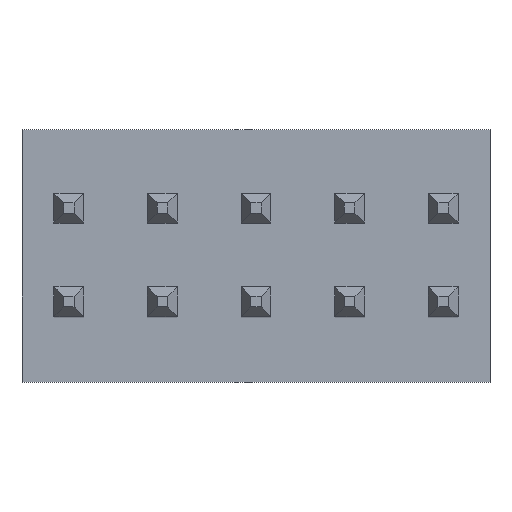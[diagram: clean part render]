
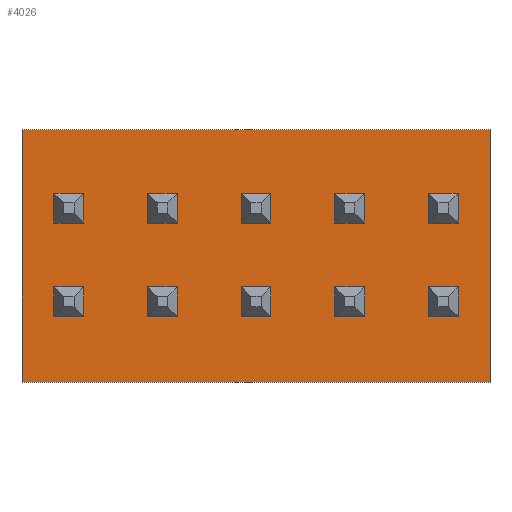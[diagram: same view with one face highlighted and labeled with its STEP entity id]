
A CAD part, top view. The second image highlights one B-rep face of the part: STEP entity #4026.
In plain terms, the highlighted face is planar.
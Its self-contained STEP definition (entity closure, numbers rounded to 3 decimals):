
#3894 = EDGE_CURVE('',#3895,#3897,#3899,.T.);
#3895 = VERTEX_POINT('',#3896);
#3896 = CARTESIAN_POINT('',(-3.175,1.778,-1.715));
#3897 = VERTEX_POINT('',#3898);
#3898 = CARTESIAN_POINT('',(-3.175,1.778,1.715));
#3899 = LINE('',#3900,#3901);
#3900 = CARTESIAN_POINT('',(-3.175,1.778,-1.715));
#3901 = VECTOR('',#3902,1.);
#3902 = DIRECTION('',(0.,0.,1.));
#3934 = EDGE_CURVE('',#3897,#3935,#3937,.T.);
#3935 = VERTEX_POINT('',#3936);
#3936 = CARTESIAN_POINT('',(3.175,1.778,1.715));
#3937 = LINE('',#3938,#3939);
#3938 = CARTESIAN_POINT('',(-3.175,1.778,1.715));
#3939 = VECTOR('',#3940,1.);
#3940 = DIRECTION('',(1.,0.,0.));
#3965 = EDGE_CURVE('',#3935,#3966,#3968,.T.);
#3966 = VERTEX_POINT('',#3967);
#3967 = CARTESIAN_POINT('',(3.175,1.778,-1.715));
#3968 = LINE('',#3969,#3970);
#3969 = CARTESIAN_POINT('',(3.175,1.778,1.715));
#3970 = VECTOR('',#3971,1.);
#3971 = DIRECTION('',(0.,0.,-1.));
#3996 = EDGE_CURVE('',#3966,#3895,#3997,.T.);
#3997 = LINE('',#3998,#3999);
#3998 = CARTESIAN_POINT('',(3.175,1.778,-1.715));
#3999 = VECTOR('',#4000,1.);
#4000 = DIRECTION('',(-1.,0.,0.));
#4026 = ADVANCED_FACE('',(#4027),#4033,.T.);
#4027 = FACE_BOUND('',#4028,.T.);
#4028 = EDGE_LOOP('',(#4029,#4030,#4031,#4032));
#4029 = ORIENTED_EDGE('',*,*,#3894,.T.);
#4030 = ORIENTED_EDGE('',*,*,#3934,.T.);
#4031 = ORIENTED_EDGE('',*,*,#3965,.T.);
#4032 = ORIENTED_EDGE('',*,*,#3996,.T.);
#4033 = PLANE('',#4034);
#4034 = AXIS2_PLACEMENT_3D('',#4035,#4036,#4037);
#4035 = CARTESIAN_POINT('',(0.,1.778,0.));
#4036 = DIRECTION('',(0.,1.,0.));
#4037 = DIRECTION('',(0.,-0.,1.));
